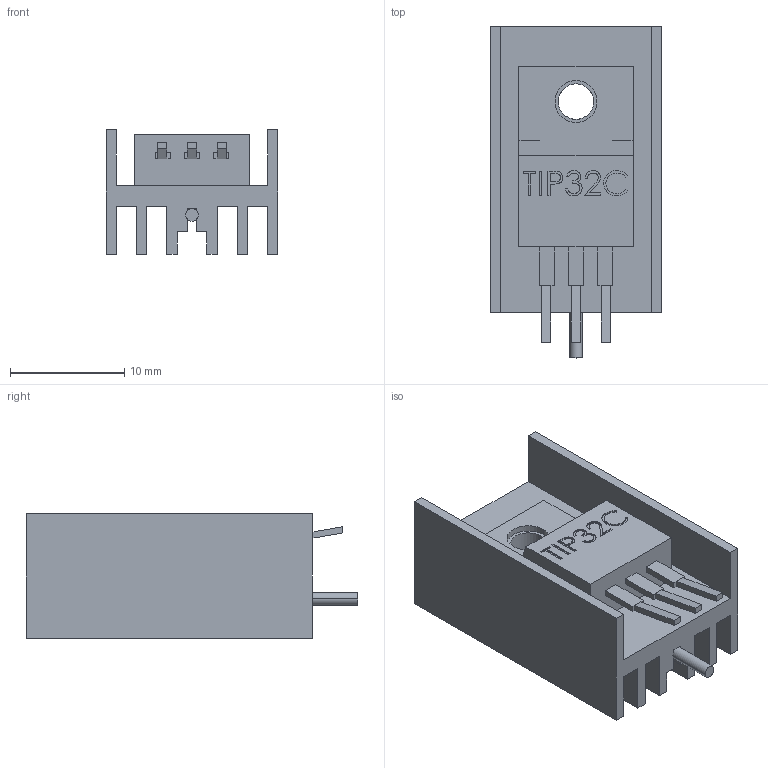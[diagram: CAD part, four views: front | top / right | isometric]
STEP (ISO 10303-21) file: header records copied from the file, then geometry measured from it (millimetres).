
FILE_DESCRIPTION (( 'STEP AP214' ), '1' );
FILE_NAME ('TIP32C ñ ðàäèàòîðîì.STEP', '2022-12-30T11:39:32', ( '' ), ( '' ), 'SwSTEP 2.0', 'SolidWorks 2021', '' );
FILE_SCHEMA (( 'AUTOMOTIVE_DESIGN' ));
Length unit declared in the file: millimetre
Products named in the file (5): TIP32C; Òðàíçèñòîð ñèëîâîé.STEP; TIP32C ñ ðàäèàòîðîì; 冓儰僗闉; ________.STEP
Assembly tree (4 placements, depth 4):
  TIP32C ñ ðàäèàòîðîì
    TIP32C
    冓儰僗闉
      Òðàíçèñòîð ñèëîâîé.STEP
        ________.STEP
Bounding box: 15 x 29 x 10.91 mm (x, y, z)
Volume: 1981.7 mm3; surface area: 3397.2 mm2
Topology: 4 solids, 4 shells, 179 faces, 472 edges, 310 vertices
Faces by surface type: plane 138, bspline 35, cylinder 6
Entity records: 8056 total; most frequent: CARTESIAN_POINT 3141, ORIENTED_EDGE 944, DIRECTION 728, EDGE_CURVE 472, LINE 382, VECTOR 382, VERTEX_POINT 310, EDGE_LOOP 192
